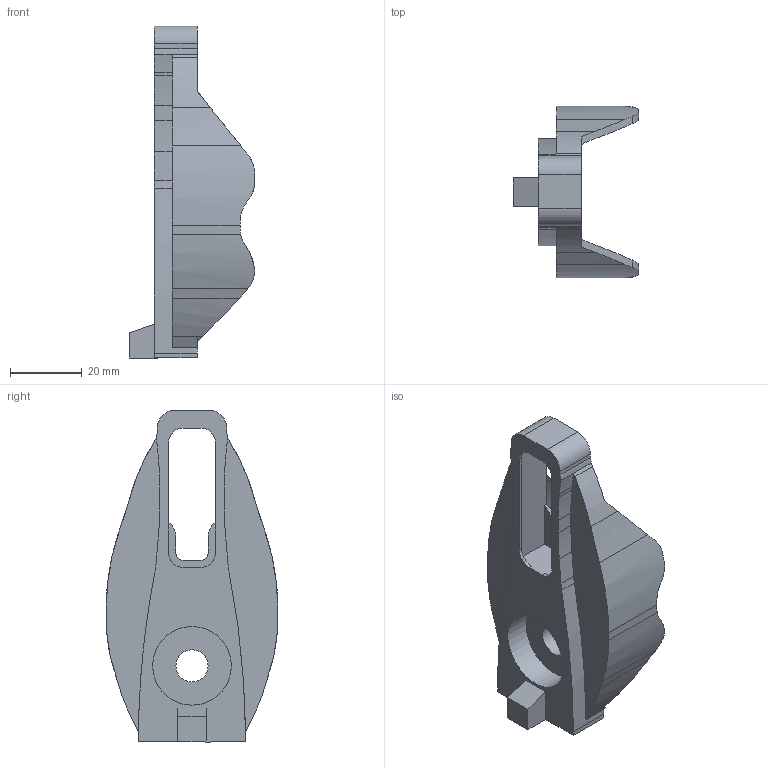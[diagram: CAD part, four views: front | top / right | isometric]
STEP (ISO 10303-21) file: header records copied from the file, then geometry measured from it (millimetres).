
FILE_DESCRIPTION(/* description */ (''),/* implementation_level */ '2;1');
FILE_NAME(/* name */ 'Puller Seite Links.step',/* time_stamp */ '2022-09-22T17:09:03+02:00',/* author */ (''),/* organization */ (''),/* preprocessor_version */ 'ST-DEVELOPER v19',/* originating_system */ 'Autodesk Translation Framework v11.7.0.108',/* authorisation */ '');
FILE_SCHEMA (('AUTOMOTIVE_DESIGN { 1 0 10303 214 3 1 1 }'));
Length unit declared in the file: millimetre
Products named in the file (1): Puller Complete better Version
Bounding box: 35 x 48 x 92.82 mm (x, y, z)
Volume: 28052.8 mm3; surface area: 14827.5 mm2
Topology: 1 solids, 1 shells, 304 faces, 888 edges, 590 vertices
Faces by surface type: cylinder 238, plane 58, bspline 8
Full cylindrical faces by diameter (mm): 2.529 x40, 3.086 x20, 9 x1, 22 x1
Entity records: 20179 total; most frequent: CARTESIAN_POINT 12700, ORIENTED_EDGE 1776, DIRECTION 1218, EDGE_CURVE 888, VERTEX_POINT 590, AXIS2_PLACEMENT_3D 427, B_SPLINE_CURVE_WITH_KNOTS 394, LINE 364
